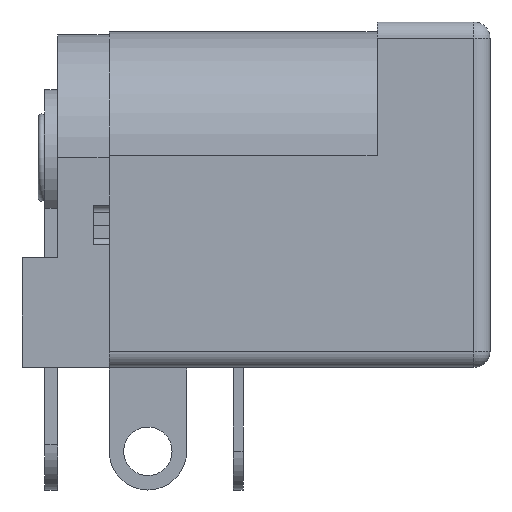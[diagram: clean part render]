
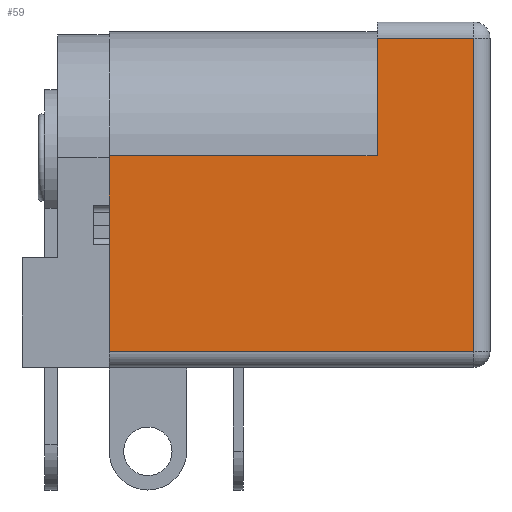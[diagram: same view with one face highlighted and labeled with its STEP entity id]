
A CAD part, left-side view. The second image highlights one B-rep face of the part: STEP entity #59.
In plain terms, the highlighted planar face has unit normal (-1, 0, 0).
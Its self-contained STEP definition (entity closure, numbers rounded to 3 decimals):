
#22 = VERTEX_POINT('',#23);
#23 = CARTESIAN_POINT('',(-4.5,-13.1,0.5));
#32 = EDGE_CURVE('',#22,#33,#35,.T.);
#33 = VERTEX_POINT('',#34);
#34 = CARTESIAN_POINT('',(-4.5,-1.8,0.5));
#35 = LINE('',#36,#37);
#36 = CARTESIAN_POINT('',(-4.5,-13.6,0.5));
#37 = VECTOR('',#38,1.);
#38 = DIRECTION('',(0.,1.,0.));
#59 = ADVANCED_FACE('',(#60),#101,.T.);
#60 = FACE_BOUND('',#61,.T.);
#61 = EDGE_LOOP('',(#62,#70,#71,#79,#87,#95));
#62 = ORIENTED_EDGE('',*,*,#63,.T.);
#63 = EDGE_CURVE('',#64,#33,#66,.T.);
#64 = VERTEX_POINT('',#65);
#65 = CARTESIAN_POINT('',(-4.5,-1.8,6.55));
#66 = LINE('',#67,#68);
#67 = CARTESIAN_POINT('',(-4.5,-1.8,6.55));
#68 = VECTOR('',#69,1.);
#69 = DIRECTION('',(0.,0.,-1.));
#70 = ORIENTED_EDGE('',*,*,#32,.F.);
#71 = ORIENTED_EDGE('',*,*,#72,.T.);
#72 = EDGE_CURVE('',#22,#73,#75,.T.);
#73 = VERTEX_POINT('',#74);
#74 = CARTESIAN_POINT('',(-4.5,-13.1,10.2));
#75 = LINE('',#76,#77);
#76 = CARTESIAN_POINT('',(-4.5,-13.1,10.7));
#77 = VECTOR('',#78,1.);
#78 = DIRECTION('',(0.,0.,1.));
#79 = ORIENTED_EDGE('',*,*,#80,.T.);
#80 = EDGE_CURVE('',#73,#81,#83,.T.);
#81 = VERTEX_POINT('',#82);
#82 = CARTESIAN_POINT('',(-4.5,-10.1,10.2));
#83 = LINE('',#84,#85);
#84 = CARTESIAN_POINT('',(-4.5,-13.6,10.2));
#85 = VECTOR('',#86,1.);
#86 = DIRECTION('',(0.,1.,0.));
#87 = ORIENTED_EDGE('',*,*,#88,.F.);
#88 = EDGE_CURVE('',#89,#81,#91,.T.);
#89 = VERTEX_POINT('',#90);
#90 = CARTESIAN_POINT('',(-4.5,-10.1,6.55));
#91 = LINE('',#92,#93);
#92 = CARTESIAN_POINT('',(-4.5,-10.1,0.));
#93 = VECTOR('',#94,1.);
#94 = DIRECTION('',(0.,0.,1.));
#95 = ORIENTED_EDGE('',*,*,#96,.F.);
#96 = EDGE_CURVE('',#64,#89,#97,.T.);
#97 = LINE('',#98,#99);
#98 = CARTESIAN_POINT('',(-4.5,-1.8,6.55));
#99 = VECTOR('',#100,1.);
#100 = DIRECTION('',(0.,-1.,0.));
#101 = PLANE('',#102);
#102 = AXIS2_PLACEMENT_3D('',#103,#104,#105);
#103 = CARTESIAN_POINT('',(-4.5,-13.6,0.));
#104 = DIRECTION('',(-1.,0.,0.));
#105 = DIRECTION('',(0.,0.,1.));
